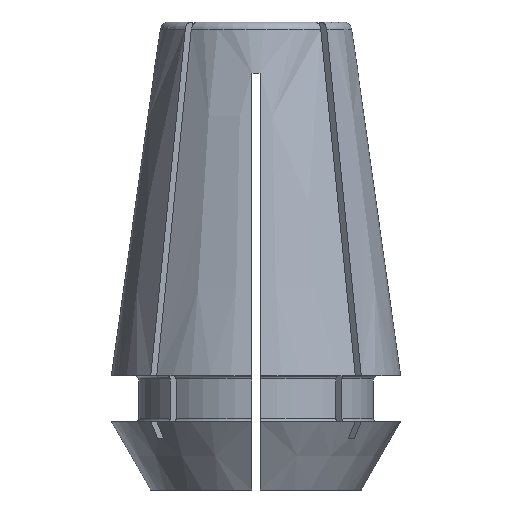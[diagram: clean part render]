
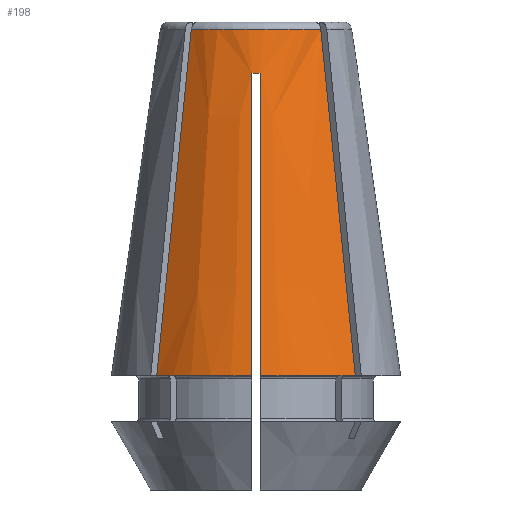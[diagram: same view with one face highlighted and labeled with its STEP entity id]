
A CAD part, left-side view. The second image highlights one B-rep face of the part: STEP entity #198.
In plain terms, the highlighted conical face has half-angle 8.001 degrees and reference radius 8 mm.
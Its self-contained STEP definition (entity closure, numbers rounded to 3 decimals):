
#87=CONICAL_SURFACE('',#1948,8.,8.001);
#110=B_SPLINE_CURVE_WITH_KNOTS('',3,(#2915,#2916,#2917,#2918),
 .UNSPECIFIED.,.F.,.F.,(4,4),(0.,1.),.UNSPECIFIED.);
#111=B_SPLINE_CURVE_WITH_KNOTS('',3,(#2920,#2921,#2922,#2923,#2924,#2925),
 .UNSPECIFIED.,.F.,.F.,(4,2,4),(0.,0.481,1.),.UNSPECIFIED.);
#112=B_SPLINE_CURVE_WITH_KNOTS('',3,(#2929,#2930,#2931,#2932,#2933,#2934),
 .UNSPECIFIED.,.F.,.F.,(4,2,4),(0.,0.726,1.),.UNSPECIFIED.);
#113=B_SPLINE_CURVE_WITH_KNOTS('',3,(#2935,#2936,#2937,#2938),
 .UNSPECIFIED.,.F.,.F.,(4,4),(0.,1.),.UNSPECIFIED.);
#198=ADVANCED_FACE('',(#339),#87,.T.);
#339=FACE_OUTER_BOUND('',#431,.T.);
#431=EDGE_LOOP('',(#877,#878,#879,#880,#881,#882,#883,#884));
#877=ORIENTED_EDGE('',*,*,#1594,.F.);
#878=ORIENTED_EDGE('',*,*,#1566,.T.);
#879=ORIENTED_EDGE('',*,*,#1595,.F.);
#880=ORIENTED_EDGE('',*,*,#1596,.T.);
#881=ORIENTED_EDGE('',*,*,#1597,.F.);
#882=ORIENTED_EDGE('',*,*,#1580,.T.);
#883=ORIENTED_EDGE('',*,*,#1598,.F.);
#884=ORIENTED_EDGE('',*,*,#1599,.F.);
#1371=VERTEX_POINT('',#2826);
#1372=VERTEX_POINT('',#2828);
#1381=VERTEX_POINT('',#2856);
#1382=VERTEX_POINT('',#2858);
#1391=VERTEX_POINT('',#2919);
#1392=VERTEX_POINT('',#2926);
#1393=VERTEX_POINT('',#2928);
#1394=VERTEX_POINT('',#2939);
#1566=EDGE_CURVE('',#1371,#1372,#1778,.T.);
#1580=EDGE_CURVE('',#1382,#1381,#1783,.T.);
#1594=EDGE_CURVE('',#1371,#1391,#110,.T.);
#1595=EDGE_CURVE('',#1392,#1372,#111,.T.);
#1596=EDGE_CURVE('',#1392,#1393,#1788,.T.);
#1597=EDGE_CURVE('',#1382,#1393,#112,.T.);
#1598=EDGE_CURVE('',#1394,#1381,#113,.T.);
#1599=EDGE_CURVE('',#1391,#1394,#1789,.T.);
#1778=CIRCLE('',#1928,8.5);
#1783=CIRCLE('',#1938,8.5);
#1788=CIRCLE('',#1946,5.638);
#1789=CIRCLE('',#1947,5.998);
#1928=AXIS2_PLACEMENT_3D('',#2829,#2254,#2255);
#1938=AXIS2_PLACEMENT_3D('',#2857,#2283,#2284);
#1946=AXIS2_PLACEMENT_3D('',#2927,#2300,#2301);
#1947=AXIS2_PLACEMENT_3D('',#2940,#2302,#2303);
#1948=AXIS2_PLACEMENT_3D('',#2941,#2304,#2305);
#2254=DIRECTION('',(0.,0.,1.));
#2255=DIRECTION('',(1.,0.,0.));
#2283=DIRECTION('',(0.,0.,1.));
#2284=DIRECTION('',(1.,0.,0.));
#2300=DIRECTION('',(0.,0.,-1.));
#2301=DIRECTION('',(1.,0.,0.));
#2302=DIRECTION('',(0.,0.,-1.));
#2303=DIRECTION('',(1.,0.,0.));
#2304=DIRECTION('',(0.,0.,-1.));
#2305=DIRECTION('',(-1.,0.,0.));
#2826=CARTESIAN_POINT('',(-8.496,-0.25,-20.797));
#2828=CARTESIAN_POINT('',(-6.185,-5.831,-20.797));
#2829=CARTESIAN_POINT('',(0.,0.,-20.797));
#2856=CARTESIAN_POINT('',(-8.496,0.25,-20.797));
#2857=CARTESIAN_POINT('',(0.,0.,-20.797));
#2858=CARTESIAN_POINT('',(-6.185,5.831,-20.797));
#2915=CARTESIAN_POINT('',(-8.496,-0.25,-20.797));
#2916=CARTESIAN_POINT('',(-7.662,-0.25,-14.865));
#2917=CARTESIAN_POINT('',(-6.828,-0.25,-8.932));
#2918=CARTESIAN_POINT('',(-5.993,-0.25,-3.));
#2919=CARTESIAN_POINT('',(-5.993,-0.25,-3.));
#2920=CARTESIAN_POINT('',(-4.16,-3.806,-0.437));
#2921=CARTESIAN_POINT('',(-4.485,-4.131,-3.705));
#2922=CARTESIAN_POINT('',(-4.81,-4.456,-6.972));
#2923=CARTESIAN_POINT('',(-5.485,-5.131,-13.758));
#2924=CARTESIAN_POINT('',(-5.835,-5.481,-17.278));
#2925=CARTESIAN_POINT('',(-6.185,-5.831,-20.797));
#2926=CARTESIAN_POINT('',(-4.16,-3.806,-0.437));
#2927=CARTESIAN_POINT('',(0.,0.,-0.437));
#2928=CARTESIAN_POINT('',(-4.16,3.806,-0.437));
#2929=CARTESIAN_POINT('',(-6.185,5.831,-20.797));
#2930=CARTESIAN_POINT('',(-5.695,5.341,-15.871));
#2931=CARTESIAN_POINT('',(-5.205,4.851,-10.946));
#2932=CARTESIAN_POINT('',(-4.53,4.176,-4.159));
#2933=CARTESIAN_POINT('',(-4.345,3.991,-2.298));
#2934=CARTESIAN_POINT('',(-4.16,3.806,-0.437));
#2935=CARTESIAN_POINT('',(-5.993,0.25,-3.));
#2936=CARTESIAN_POINT('',(-6.828,0.25,-8.932));
#2937=CARTESIAN_POINT('',(-7.662,0.25,-14.865));
#2938=CARTESIAN_POINT('',(-8.496,0.25,-20.797));
#2939=CARTESIAN_POINT('',(-5.993,0.25,-3.));
#2940=CARTESIAN_POINT('',(0.,0.,-3.));
#2941=CARTESIAN_POINT('',(0.,0.,-17.24));
